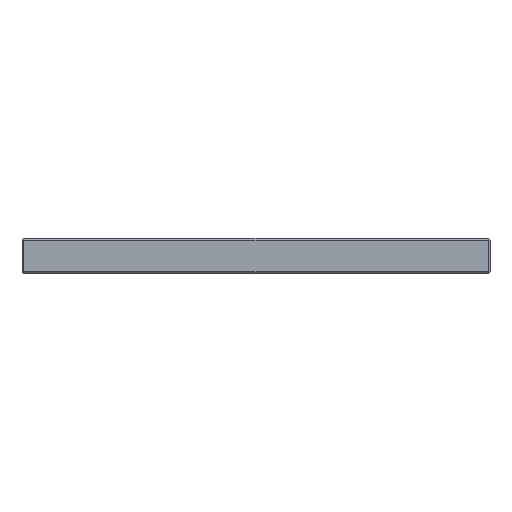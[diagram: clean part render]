
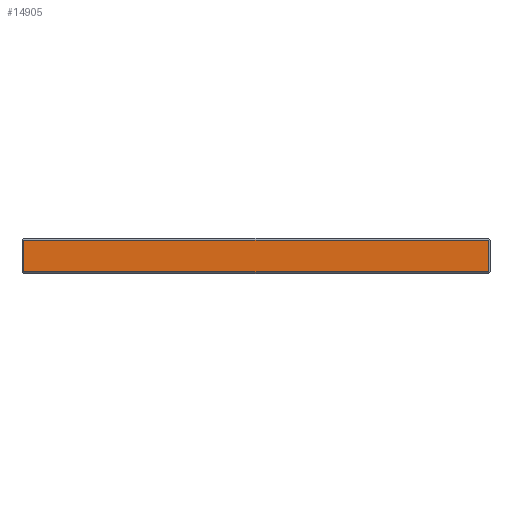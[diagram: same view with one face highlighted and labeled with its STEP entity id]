
A CAD part, front view. The second image highlights one B-rep face of the part: STEP entity #14905.
In plain terms, the highlighted planar face has unit normal (0, -1, 0).
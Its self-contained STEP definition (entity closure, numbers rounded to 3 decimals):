
#10552=FACE_OUTER_BOUND('',#28631,.T.);
#14905=ADVANCED_FACE('',(#10552),#19881,.T.);
#19881=PLANE('',#101648);
#28631=EDGE_LOOP('',(#34807,#34808,#34809,#34810));
#34807=ORIENTED_EDGE('',*,*,#70393,.T.);
#34808=ORIENTED_EDGE('',*,*,#70394,.T.);
#34809=ORIENTED_EDGE('',*,*,#70395,.T.);
#34810=ORIENTED_EDGE('',*,*,#70396,.T.);
#61347=VERTEX_POINT('',#132870);
#61348=VERTEX_POINT('',#132871);
#61349=VERTEX_POINT('',#132873);
#61350=VERTEX_POINT('',#132875);
#70393=EDGE_CURVE('',#61347,#61348,#83583,.T.);
#70394=EDGE_CURVE('',#61348,#61349,#83584,.T.);
#70395=EDGE_CURVE('',#61349,#61350,#83585,.T.);
#70396=EDGE_CURVE('',#61350,#61347,#83586,.T.);
#83583=LINE('',#132869,#92643);
#83584=LINE('',#132872,#92644);
#83585=LINE('',#132874,#92645);
#83586=LINE('',#132876,#92646);
#92643=VECTOR('',#108940,1.);
#92644=VECTOR('',#108941,1.);
#92645=VECTOR('',#108942,1.);
#92646=VECTOR('',#108943,1.);
#101648=AXIS2_PLACEMENT_3D('',#132877,#108944,#108945);
#108940=DIRECTION('',(-1.,0.,0.));
#108941=DIRECTION('',(0.,0.,-1.));
#108942=DIRECTION('',(1.,0.,0.));
#108943=DIRECTION('',(0.,0.,1.));
#108944=DIRECTION('',(0.,-1.,0.));
#108945=DIRECTION('',(0.,0.,1.));
#132869=CARTESIAN_POINT('',(100.,0.,14.25));
#132870=CARTESIAN_POINT('',(199.275,0.,14.25));
#132871=CARTESIAN_POINT('',(0.725,0.,14.25));
#132872=CARTESIAN_POINT('',(0.725,0.,0.));
#132873=CARTESIAN_POINT('',(0.725,0.,0.75));
#132874=CARTESIAN_POINT('',(100.,0.,0.75));
#132875=CARTESIAN_POINT('',(199.275,0.,0.75));
#132876=CARTESIAN_POINT('',(199.275,0.,0.));
#132877=CARTESIAN_POINT('',(100.,0.,0.));
